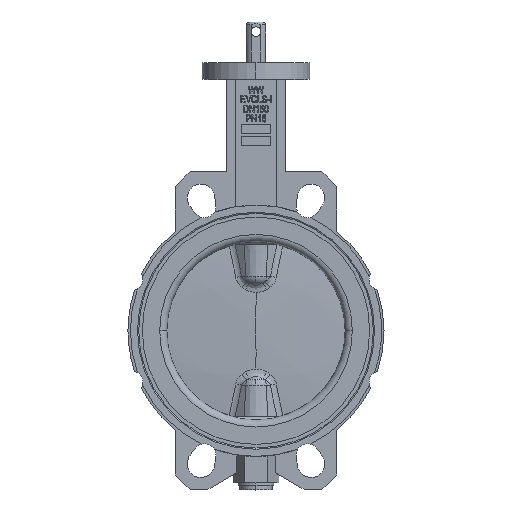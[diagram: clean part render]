
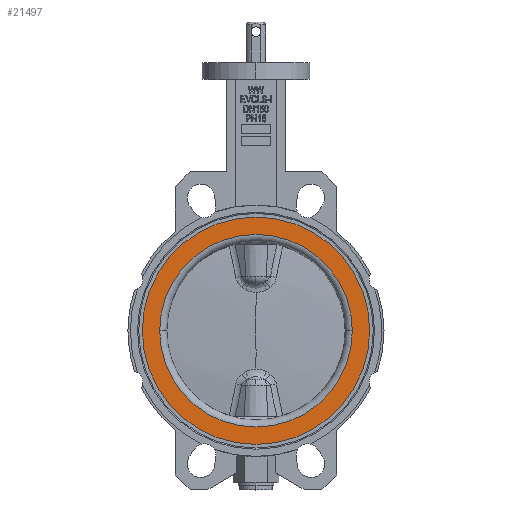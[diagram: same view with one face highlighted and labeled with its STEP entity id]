
A CAD part, top view. The second image highlights one B-rep face of the part: STEP entity #21497.
In plain terms, the highlighted planar face has unit normal (0, 0, 1).
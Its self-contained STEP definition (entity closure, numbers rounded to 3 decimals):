
#3299 = DIRECTION ( 'NONE',  ( 1., 0., 0. ) ) ;
#3483 = CARTESIAN_POINT ( 'NONE',  ( -80.5, 0., 29. ) ) ;
#4210 = CIRCLE ( 'NONE', #15115, 80.5 ) ;
#4464 = DIRECTION ( 'NONE',  ( 1., 0., 0. ) ) ;
#5330 = EDGE_LOOP ( 'NONE', ( #12330, #7578 ) ) ;
#5352 = FACE_BOUND ( 'NONE', #5330, .T. ) ;
#7578 = ORIENTED_EDGE ( 'NONE', *, *, #10830, .F. ) ;
#7660 = AXIS2_PLACEMENT_3D ( 'NONE', #16564, #16645, #4464 ) ;
#7758 = VERTEX_POINT ( 'NONE', #3483 ) ;
#8740 = DIRECTION ( 'NONE',  ( 1., 0., 0. ) ) ;
#9245 = FACE_OUTER_BOUND ( 'NONE', #22809, .T. ) ;
#10830 = EDGE_CURVE ( 'NONE', #7758, #14772, #4210, .T. ) ;
#11113 = CARTESIAN_POINT ( 'NONE',  ( -95., 0., 29. ) ) ;
#11465 = PLANE ( 'NONE',  #18985 ) ;
#11487 = DIRECTION ( 'NONE',  ( 0., 0., 1. ) ) ;
#12330 = ORIENTED_EDGE ( 'NONE', *, *, #17062, .F. ) ;
#12642 = CIRCLE ( 'NONE', #7660, 80.5 ) ;
#13360 = AXIS2_PLACEMENT_3D ( 'NONE', #16587, #17113, #8740 ) ;
#13371 = CARTESIAN_POINT ( 'NONE',  ( 0., 0., 29. ) ) ;
#13457 = DIRECTION ( 'NONE',  ( 1., 0., 0. ) ) ;
#14772 = VERTEX_POINT ( 'NONE', #23060 ) ;
#14908 = CARTESIAN_POINT ( 'NONE',  ( 95., 0., 29. ) ) ;
#15115 = AXIS2_PLACEMENT_3D ( 'NONE', #13371, #11487, #3299 ) ;
#15603 = EDGE_CURVE ( 'NONE', #18572, #26088, #16924, .T. ) ;
#15905 = DIRECTION ( 'NONE',  ( -1., 0., 0. ) ) ;
#16270 = EDGE_CURVE ( 'NONE', #26088, #18572, #23615, .T. ) ;
#16564 = CARTESIAN_POINT ( 'NONE',  ( 0., 0., 29. ) ) ;
#16587 = CARTESIAN_POINT ( 'NONE',  ( 0., 0., 29. ) ) ;
#16645 = DIRECTION ( 'NONE',  ( 0., 0., 1. ) ) ;
#16924 = CIRCLE ( 'NONE', #19573, 95. ) ;
#17062 = EDGE_CURVE ( 'NONE', #14772, #7758, #12642, .T. ) ;
#17113 = DIRECTION ( 'NONE',  ( 0., 0., 1. ) ) ;
#17514 = CARTESIAN_POINT ( 'NONE',  ( 0., 0., 29. ) ) ;
#18572 = VERTEX_POINT ( 'NONE', #11113 ) ;
#18985 = AXIS2_PLACEMENT_3D ( 'NONE', #25846, #20028, #15905 ) ;
#19504 = DIRECTION ( 'NONE',  ( 0., 0., 1. ) ) ;
#19573 = AXIS2_PLACEMENT_3D ( 'NONE', #17514, #19504, #13457 ) ;
#20028 = DIRECTION ( 'NONE',  ( 0., 0., -1. ) ) ;
#21497 = ADVANCED_FACE ( 'NONE', ( #5352, #9245 ), #11465, .F. ) ;
#22283 = ORIENTED_EDGE ( 'NONE', *, *, #16270, .T. ) ;
#22393 = ORIENTED_EDGE ( 'NONE', *, *, #15603, .T. ) ;
#22809 = EDGE_LOOP ( 'NONE', ( #22283, #22393 ) ) ;
#23060 = CARTESIAN_POINT ( 'NONE',  ( 80.5, 0., 29. ) ) ;
#23615 = CIRCLE ( 'NONE', #13360, 95. ) ;
#25846 = CARTESIAN_POINT ( 'NONE',  ( 0., 80.5, 29. ) ) ;
#26088 = VERTEX_POINT ( 'NONE', #14908 ) ;
